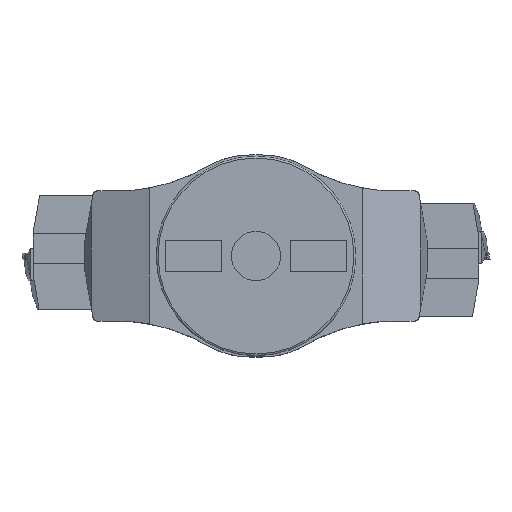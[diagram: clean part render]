
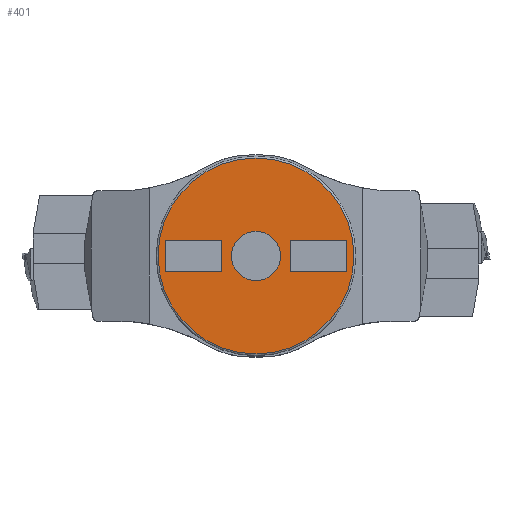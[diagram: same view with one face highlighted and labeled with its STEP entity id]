
A CAD part, top view. The second image highlights one B-rep face of the part: STEP entity #401.
In plain terms, the highlighted planar face has unit normal (0, 0, 1).
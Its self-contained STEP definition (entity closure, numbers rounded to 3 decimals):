
#401=ADVANCED_FACE('',(#1216,#1217,#1218,#1219),#552,.T.);
#552=PLANE('',#3020);
#658=LINE('',#4103,#937);
#659=LINE('',#4106,#938);
#660=LINE('',#4108,#939);
#661=LINE('',#4110,#940);
#662=LINE('',#4111,#941);
#663=LINE('',#4114,#942);
#664=LINE('',#4116,#943);
#665=LINE('',#4118,#944);
#937=VECTOR('',#3293,1.);
#938=VECTOR('',#3294,1.);
#939=VECTOR('',#3295,1.);
#940=VECTOR('',#3296,1.);
#941=VECTOR('',#3297,1.);
#942=VECTOR('',#3298,1.);
#943=VECTOR('',#3299,1.);
#944=VECTOR('',#3300,1.);
#1216=FACE_BOUND('',#1270,.T.);
#1217=FACE_BOUND('',#1271,.T.);
#1218=FACE_BOUND('',#1272,.T.);
#1219=FACE_BOUND('',#1273,.T.);
#1270=EDGE_LOOP('',(#1449));
#1271=EDGE_LOOP('',(#1450));
#1272=EDGE_LOOP('',(#1451,#1452,#1453,#1454));
#1273=EDGE_LOOP('',(#1455,#1456,#1457,#1458));
#1449=ORIENTED_EDGE('',*,*,#2451,.F.);
#1450=ORIENTED_EDGE('',*,*,#2452,.T.);
#1451=ORIENTED_EDGE('',*,*,#2453,.F.);
#1452=ORIENTED_EDGE('',*,*,#2454,.F.);
#1453=ORIENTED_EDGE('',*,*,#2455,.F.);
#1454=ORIENTED_EDGE('',*,*,#2456,.F.);
#1455=ORIENTED_EDGE('',*,*,#2457,.F.);
#1456=ORIENTED_EDGE('',*,*,#2458,.F.);
#1457=ORIENTED_EDGE('',*,*,#2459,.F.);
#1458=ORIENTED_EDGE('',*,*,#2460,.F.);
#2195=VERTEX_POINT('',#4100);
#2196=VERTEX_POINT('',#4102);
#2197=VERTEX_POINT('',#4104);
#2198=VERTEX_POINT('',#4105);
#2199=VERTEX_POINT('',#4107);
#2200=VERTEX_POINT('',#4109);
#2201=VERTEX_POINT('',#4112);
#2202=VERTEX_POINT('',#4113);
#2203=VERTEX_POINT('',#4115);
#2204=VERTEX_POINT('',#4117);
#2451=EDGE_CURVE('',#2195,#2195,#2824,.T.);
#2452=EDGE_CURVE('',#2196,#2196,#2825,.T.);
#2453=EDGE_CURVE('',#2197,#2198,#658,.T.);
#2454=EDGE_CURVE('',#2199,#2197,#659,.T.);
#2455=EDGE_CURVE('',#2200,#2199,#660,.T.);
#2456=EDGE_CURVE('',#2198,#2200,#661,.T.);
#2457=EDGE_CURVE('',#2201,#2202,#662,.T.);
#2458=EDGE_CURVE('',#2203,#2201,#663,.T.);
#2459=EDGE_CURVE('',#2204,#2203,#664,.T.);
#2460=EDGE_CURVE('',#2202,#2204,#665,.T.);
#2824=CIRCLE('',#3018,20.);
#2825=CIRCLE('',#3019,79.5);
#3018=AXIS2_PLACEMENT_3D('',#4099,#3289,#3290);
#3019=AXIS2_PLACEMENT_3D('',#4101,#3291,#3292);
#3020=AXIS2_PLACEMENT_3D('',#4119,#3301,#3302);
#3289=DIRECTION('',(0.,0.,1.));
#3290=DIRECTION('',(1.,0.,0.));
#3291=DIRECTION('',(0.,0.,1.));
#3292=DIRECTION('',(1.,0.,0.));
#3293=DIRECTION('',(0.,1.,0.));
#3294=DIRECTION('',(1.,0.,0.));
#3295=DIRECTION('',(0.,-1.,0.));
#3296=DIRECTION('',(-1.,0.,0.));
#3297=DIRECTION('',(1.,0.,0.));
#3298=DIRECTION('',(0.,-1.,0.));
#3299=DIRECTION('',(-1.,0.,0.));
#3300=DIRECTION('',(0.,1.,0.));
#3301=DIRECTION('',(0.,0.,1.));
#3302=DIRECTION('',(-1.,0.,0.));
#4099=CARTESIAN_POINT('',(0.,0.,0.));
#4100=CARTESIAN_POINT('',(20.,0.,0.));
#4101=CARTESIAN_POINT('',(0.,0.,0.));
#4102=CARTESIAN_POINT('',(79.5,0.,0.));
#4103=CARTESIAN_POINT('',(-28.25,-12.7,0.));
#4104=CARTESIAN_POINT('',(-28.25,-12.7,0.));
#4105=CARTESIAN_POINT('',(-28.25,12.7,0.));
#4106=CARTESIAN_POINT('',(-73.75,-12.7,0.));
#4107=CARTESIAN_POINT('',(-73.75,-12.7,0.));
#4108=CARTESIAN_POINT('',(-73.75,12.7,0.));
#4109=CARTESIAN_POINT('',(-73.75,12.7,0.));
#4110=CARTESIAN_POINT('',(-28.25,12.7,0.));
#4111=CARTESIAN_POINT('',(28.25,-12.7,0.));
#4112=CARTESIAN_POINT('',(28.25,-12.7,0.));
#4113=CARTESIAN_POINT('',(73.75,-12.7,0.));
#4114=CARTESIAN_POINT('',(28.25,12.7,0.));
#4115=CARTESIAN_POINT('',(28.25,12.7,0.));
#4116=CARTESIAN_POINT('',(73.75,12.7,0.));
#4117=CARTESIAN_POINT('',(73.75,12.7,0.));
#4118=CARTESIAN_POINT('',(73.75,-12.7,0.));
#4119=CARTESIAN_POINT('',(0.,0.,0.));
